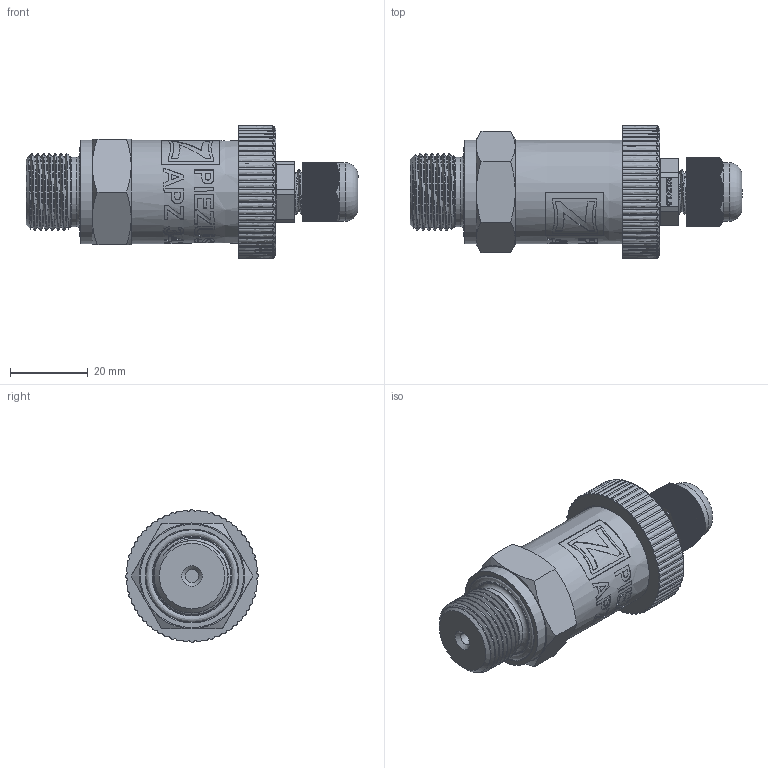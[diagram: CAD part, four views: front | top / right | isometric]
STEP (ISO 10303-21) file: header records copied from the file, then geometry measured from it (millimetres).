
FILE_DESCRIPTION(/* description */ (''),/* implementation_level */ '2;1');
FILE_NAME(/* name */ 'APZ3421_M20x1,5DIN_CableGland.step',/* time_stamp */ '2021-06-23T15:42:23+03:00',/* author */ (''),/* organization */ (''),/* preprocessor_version */ 'ST-DEVELOPER v18.1',/* originating_system */ 'Autodesk Translation Framework v10.9.0.1377',/* authorisation */ '');
FILE_SCHEMA (('AUTOMOTIVE_DESIGN { 1 0 10303 214 3 1 1 }'));
Products named in the file (8): APZ3421_M20x1,5DIN_CableGland; M20x1,5 DIN; OMAL nut M27x1.5 v8; Ш100.000.001 v3; M12x1.5 Cable gland v3; Cable gland; Rubber gasket; M12 Domed nut
Assembly tree (7 placements, depth 3):
  APZ3421_M20x1,5DIN_CableGland
    M20x1,5 DIN
    OMAL nut M27x1.5 v8
    Ш100.000.001 v3
    M12x1.5 Cable gland v3
      Cable gland
      Rubber gasket
      M12 Domed nut
Bounding box: 85.16 x 34 x 34 mm (x, y, z)
Volume: 37203.1 mm3; surface area: 16469.2 mm2
Topology: 7 solids, 7 shells, 2665 faces, 7773 edges, 5167 vertices
Faces by surface type: plane 1480, cylinder 744, bspline 385, cone 48, torus 7, sphere 1
Full cylindrical faces by diameter (mm): 1 x6, 3.3 x1, 7.5 x1, 8 x1, 9.976 x5, 10 x6, 10.376 x4, 10.526 x1, 11.6 x4, 12 x5, 12.6 x1, 15 x1, 17 x1, 17.8 x1, 18.137 x6, 19.85 x5, 20.5 x2, 21.4 x2, 22.4 x1, 23.7 x2, 24.5 x1, 25.132 x1, 25.526 x4, 27.208 x5
Entity records: 122895 total; most frequent: CARTESIAN_POINT 54286, ORIENTED_EDGE 15546, DIRECTION 12779, EDGE_CURVE 7773, VERTEX_POINT 5167, LINE 4447, VECTOR 4447, AXIS2_PLACEMENT_3D 4166
